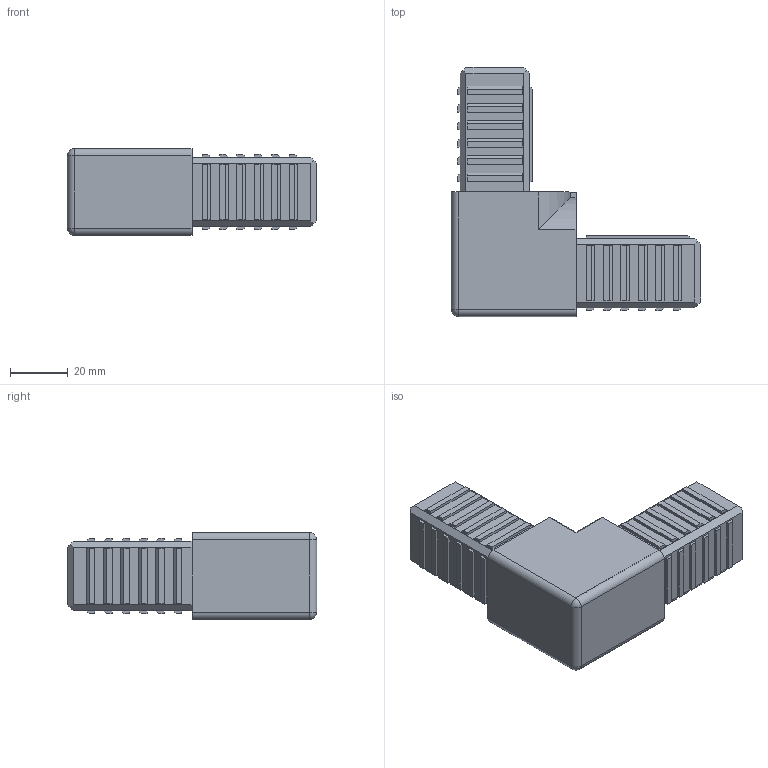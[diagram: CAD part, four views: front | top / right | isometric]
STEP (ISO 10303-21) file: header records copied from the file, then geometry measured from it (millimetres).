
FILE_DESCRIPTION(/* description */ ('GIUNZIONE Q30-2VA S/SM NYLON R.7039'),/* implementation_level */ '2;1');
FILE_NAME(/* name */ 'XF35602G.stp',/* time_stamp */ '2014-05-14T09:41:55+02:00',/* author */ ('ddelbianco'),/* organization */ (''),/* preprocessor_version */ 'ST-DEVELOPER v15.2',/* originating_system */ 'Autodesk Inventor 2014',/* authorisation */ '');
FILE_SCHEMA (('AUTOMOTIVE_DESIGN { 1 0 10303 214 3 1 1 }'));
Length unit declared in the file: millimetre
Products named in the file (1): XF35602G
Bounding box: 86 x 86 x 30 mm (x, y, z)
Volume: 65969 mm3; surface area: 39577.7 mm2
Topology: 1 solids, 1 shells, 347 faces, 876 edges, 575 vertices
Faces by surface type: plane 320, cylinder 25, sphere 2
Full cylindrical faces by diameter (mm): 7 x2
Entity records: 10238 total; most frequent: CARTESIAN_POINT 1797, ORIENTED_EDGE 1748, DIRECTION 1627, EDGE_CURVE 874, LINE 817, VECTOR 817, VERTEX_POINT 575, AXIS2_PLACEMENT_3D 405
